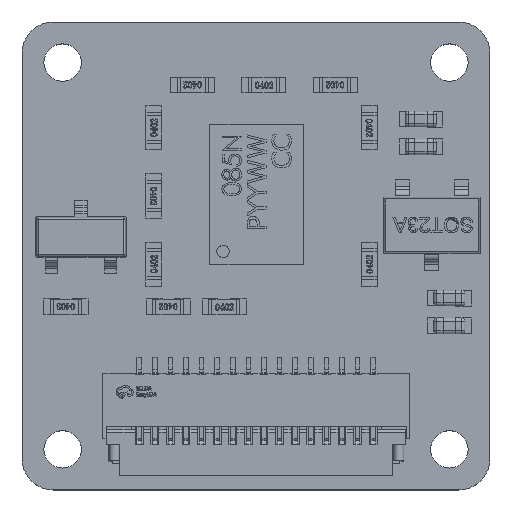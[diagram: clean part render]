
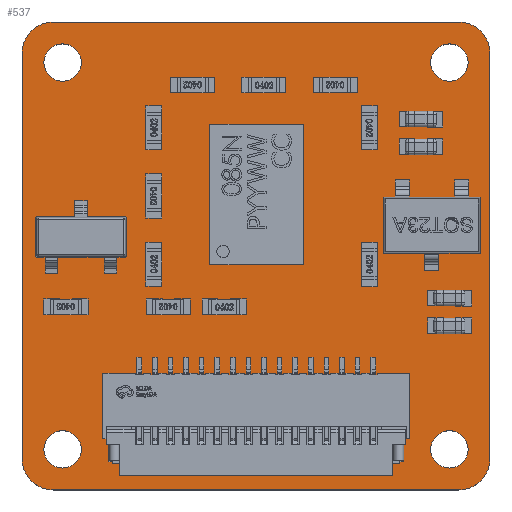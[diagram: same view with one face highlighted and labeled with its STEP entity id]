
A CAD part, top view. The second image highlights one B-rep face of the part: STEP entity #537.
In plain terms, the highlighted planar face has unit normal (0, 0, 1).
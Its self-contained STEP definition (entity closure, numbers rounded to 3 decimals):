
#128 = VERTEX_POINT('',#129);
#129 = CARTESIAN_POINT('',(-7.5,1.,1.58));
#135 = EDGE_CURVE('',#128,#136,#138,.T.);
#136 = VERTEX_POINT('',#137);
#137 = CARTESIAN_POINT('',(-7.5,14.,1.58));
#138 = LINE('',#139,#140);
#139 = CARTESIAN_POINT('',(-7.5,1.,1.58));
#140 = VECTOR('',#141,1.);
#141 = DIRECTION('',(0.,1.,0.));
#166 = EDGE_CURVE('',#136,#167,#169,.T.);
#167 = VERTEX_POINT('',#168);
#168 = CARTESIAN_POINT('',(-6.5,15.,1.58));
#169 = CIRCLE('',#170,1.);
#170 = AXIS2_PLACEMENT_3D('',#171,#172,#173);
#171 = CARTESIAN_POINT('',(-6.5,14.,1.58));
#172 = DIRECTION('',(0.,0.,-1.));
#173 = DIRECTION('',(-1.,0.,0.));
#199 = EDGE_CURVE('',#167,#200,#202,.T.);
#200 = VERTEX_POINT('',#201);
#201 = CARTESIAN_POINT('',(6.5,15.,1.58));
#202 = LINE('',#203,#204);
#203 = CARTESIAN_POINT('',(-6.5,15.,1.58));
#204 = VECTOR('',#205,1.);
#205 = DIRECTION('',(1.,0.,0.));
#230 = EDGE_CURVE('',#200,#231,#233,.T.);
#231 = VERTEX_POINT('',#232);
#232 = CARTESIAN_POINT('',(7.5,14.,1.58));
#233 = CIRCLE('',#234,1.);
#234 = AXIS2_PLACEMENT_3D('',#235,#236,#237);
#235 = CARTESIAN_POINT('',(6.5,14.,1.58));
#236 = DIRECTION('',(0.,0.,-1.));
#237 = DIRECTION('',(0.,1.,0.));
#263 = EDGE_CURVE('',#231,#264,#266,.T.);
#264 = VERTEX_POINT('',#265);
#265 = CARTESIAN_POINT('',(7.5,1.,1.58));
#266 = LINE('',#267,#268);
#267 = CARTESIAN_POINT('',(7.5,14.,1.58));
#268 = VECTOR('',#269,1.);
#269 = DIRECTION('',(0.,-1.,0.));
#294 = EDGE_CURVE('',#264,#295,#297,.T.);
#295 = VERTEX_POINT('',#296);
#296 = CARTESIAN_POINT('',(6.5,0.,1.58));
#297 = CIRCLE('',#298,1.);
#298 = AXIS2_PLACEMENT_3D('',#299,#300,#301);
#299 = CARTESIAN_POINT('',(6.5,1.,1.58));
#300 = DIRECTION('',(0.,0.,-1.));
#301 = DIRECTION('',(1.,0.,0.));
#327 = EDGE_CURVE('',#295,#328,#330,.T.);
#328 = VERTEX_POINT('',#329);
#329 = CARTESIAN_POINT('',(-6.5,0.,1.58));
#330 = LINE('',#331,#332);
#331 = CARTESIAN_POINT('',(6.5,0.,1.58));
#332 = VECTOR('',#333,1.);
#333 = DIRECTION('',(-1.,0.,0.));
#358 = EDGE_CURVE('',#328,#128,#359,.T.);
#359 = CIRCLE('',#360,1.);
#360 = AXIS2_PLACEMENT_3D('',#361,#362,#363);
#361 = CARTESIAN_POINT('',(-6.5,1.,1.58));
#362 = DIRECTION('',(0.,0.,-1.));
#363 = DIRECTION('',(0.,-1.,-0.));
#384 = VERTEX_POINT('',#385);
#385 = CARTESIAN_POINT('',(-5.6,1.3,1.58));
#391 = EDGE_CURVE('',#384,#384,#392,.T.);
#392 = CIRCLE('',#393,0.6);
#393 = AXIS2_PLACEMENT_3D('',#394,#395,#396);
#394 = CARTESIAN_POINT('',(-6.2,1.3,1.58));
#395 = DIRECTION('',(0.,0.,1.));
#396 = DIRECTION('',(1.,0.,-0.));
#417 = VERTEX_POINT('',#418);
#418 = CARTESIAN_POINT('',(-5.6,13.7,1.58));
#424 = EDGE_CURVE('',#417,#417,#425,.T.);
#425 = CIRCLE('',#426,0.6);
#426 = AXIS2_PLACEMENT_3D('',#427,#428,#429);
#427 = CARTESIAN_POINT('',(-6.2,13.7,1.58));
#428 = DIRECTION('',(0.,0.,1.));
#429 = DIRECTION('',(1.,0.,-0.));
#450 = VERTEX_POINT('',#451);
#451 = CARTESIAN_POINT('',(6.8,1.3,1.58));
#457 = EDGE_CURVE('',#450,#450,#458,.T.);
#458 = CIRCLE('',#459,0.6);
#459 = AXIS2_PLACEMENT_3D('',#460,#461,#462);
#460 = CARTESIAN_POINT('',(6.2,1.3,1.58));
#461 = DIRECTION('',(0.,0.,1.));
#462 = DIRECTION('',(1.,0.,-0.));
#483 = VERTEX_POINT('',#484);
#484 = CARTESIAN_POINT('',(6.8,13.7,1.58));
#490 = EDGE_CURVE('',#483,#483,#491,.T.);
#491 = CIRCLE('',#492,0.6);
#492 = AXIS2_PLACEMENT_3D('',#493,#494,#495);
#493 = CARTESIAN_POINT('',(6.2,13.7,1.58));
#494 = DIRECTION('',(0.,0.,1.));
#495 = DIRECTION('',(1.,0.,-0.));
#537 = ADVANCED_FACE('',(#538,#548,#551,#554,#557),#560,.F.);
#538 = FACE_BOUND('',#539,.F.);
#539 = EDGE_LOOP('',(#540,#541,#542,#543,#544,#545,#546,#547));
#540 = ORIENTED_EDGE('',*,*,#135,.T.);
#541 = ORIENTED_EDGE('',*,*,#166,.T.);
#542 = ORIENTED_EDGE('',*,*,#199,.T.);
#543 = ORIENTED_EDGE('',*,*,#230,.T.);
#544 = ORIENTED_EDGE('',*,*,#263,.T.);
#545 = ORIENTED_EDGE('',*,*,#294,.T.);
#546 = ORIENTED_EDGE('',*,*,#327,.T.);
#547 = ORIENTED_EDGE('',*,*,#358,.T.);
#548 = FACE_BOUND('',#549,.T.);
#549 = EDGE_LOOP('',(#550));
#550 = ORIENTED_EDGE('',*,*,#391,.T.);
#551 = FACE_BOUND('',#552,.T.);
#552 = EDGE_LOOP('',(#553));
#553 = ORIENTED_EDGE('',*,*,#424,.T.);
#554 = FACE_BOUND('',#555,.T.);
#555 = EDGE_LOOP('',(#556));
#556 = ORIENTED_EDGE('',*,*,#457,.T.);
#557 = FACE_BOUND('',#558,.T.);
#558 = EDGE_LOOP('',(#559));
#559 = ORIENTED_EDGE('',*,*,#490,.T.);
#560 = PLANE('',#561);
#561 = AXIS2_PLACEMENT_3D('',#562,#563,#564);
#562 = CARTESIAN_POINT('',(0.,7.5,1.58
    ));
#563 = DIRECTION('',(-0.,-0.,-1.));
#564 = DIRECTION('',(-1.,0.,0.));
